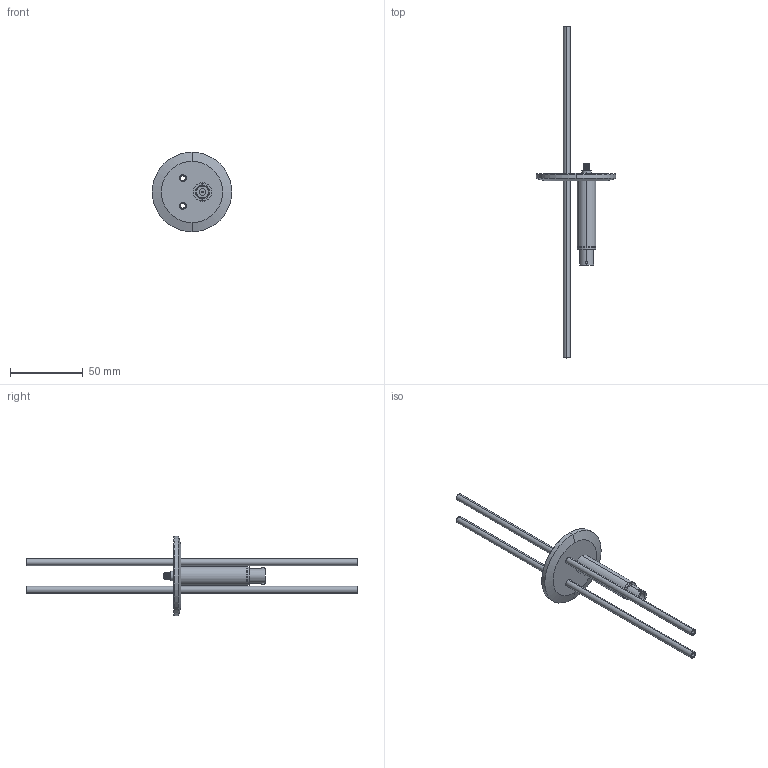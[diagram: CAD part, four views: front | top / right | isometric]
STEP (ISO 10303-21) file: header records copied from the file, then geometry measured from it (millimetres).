
FILE_DESCRIPTION(/* description */ (''),/* implementation_level */ '2;1');
FILE_NAME(/* name */ '130246.stp',/* time_stamp */ '2021-03-12T11:58:36-05:00',/* author */ (''),/* organization */ (''),/* preprocessor_version */ 'ST-DEVELOPER v16',/* originating_system */ 'SIEMENS PLM Software NX 10.0',/* authorisation */ '');
FILE_SCHEMA (('AUTOMOTIVE_DESIGN { 1 0 10303 214 3 1 1 1 }'));
Length unit declared in the file: inch
Products named in the file (1): 130246
Bounding box: 54.86 x 228.6 x 54.86 mm (x, y, z)
Volume: 19833.5 mm3; surface area: 21019.4 mm2
Topology: 1 solids, 2 shells, 120 faces, 268 edges, 174 vertices
Faces by surface type: cylinder 68, plane 35, cone 9, torus 6, bspline 2
Full cylindrical faces by diameter (mm): 2.032 x1, 2.266 x1
Entity records: 4051 total; most frequent: CARTESIAN_POINT 1321, DIRECTION 608, ORIENTED_EDGE 528, EDGE_CURVE 264, AXIS2_PLACEMENT_3D 258, VERTEX_POINT 172, EDGE_LOOP 148, CIRCLE 139
